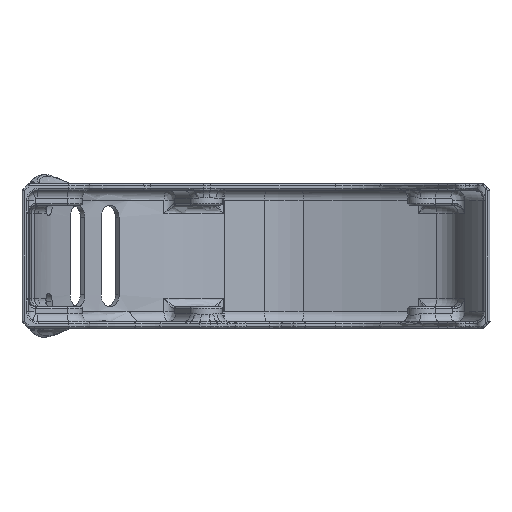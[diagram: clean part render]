
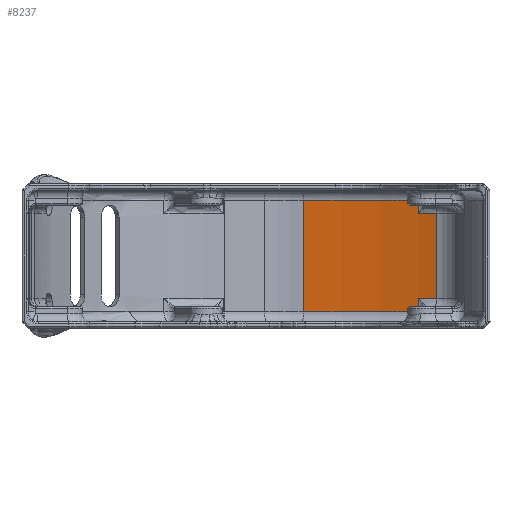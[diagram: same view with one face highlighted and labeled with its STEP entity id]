
A CAD part, front view. The second image highlights one B-rep face of the part: STEP entity #8237.
In plain terms, the highlighted cylindrical face has radius 297 mm (diameter 594 mm), a partial arc.
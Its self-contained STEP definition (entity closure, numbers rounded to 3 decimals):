
#365=CYLINDRICAL_SURFACE('',#8942,297.);
#778=LINE('',#15990,#1108);
#779=LINE('',#15991,#1109);
#780=LINE('',#15993,#1110);
#781=LINE('',#15995,#1111);
#1108=VECTOR('',#10355,55.);
#1109=VECTOR('',#10356,6.5);
#1110=VECTOR('',#10357,42.);
#1111=VECTOR('',#10360,6.5);
#1457=FACE_OUTER_BOUND('',#2004,.T.);
#2004=EDGE_LOOP('',(#5880,#5881,#5882,#5883,#5884,#5885,#5886,#5887));
#2530=CIRCLE('',#8769,297.);
#2604=CIRCLE('',#8875,297.);
#2650=CIRCLE('',#8943,297.);
#2651=CIRCLE('',#8944,297.);
#3398=VERTEX_POINT('',#13156);
#3409=VERTEX_POINT('',#13756);
#3421=VERTEX_POINT('',#14049);
#3458=VERTEX_POINT('',#14542);
#3517=VERTEX_POINT('',#15342);
#3564=VERTEX_POINT('',#15987);
#3565=VERTEX_POINT('',#15988);
#3566=VERTEX_POINT('',#15992);
#4227=EDGE_CURVE('',#3409,#3421,#2530,.T.);
#4359=EDGE_CURVE('',#3517,#3458,#2604,.T.);
#4429=EDGE_CURVE('',#3564,#3565,#2650,.T.);
#4430=EDGE_CURVE('',#3517,#3564,#778,.T.);
#4431=EDGE_CURVE('',#3409,#3458,#779,.T.);
#4432=EDGE_CURVE('',#3566,#3421,#780,.T.);
#4433=EDGE_CURVE('',#3398,#3566,#2651,.T.);
#4434=EDGE_CURVE('',#3565,#3398,#781,.T.);
#5880=ORIENTED_EDGE('',*,*,#4429,.F.);
#5881=ORIENTED_EDGE('',*,*,#4430,.F.);
#5882=ORIENTED_EDGE('',*,*,#4359,.T.);
#5883=ORIENTED_EDGE('',*,*,#4431,.F.);
#5884=ORIENTED_EDGE('',*,*,#4227,.T.);
#5885=ORIENTED_EDGE('',*,*,#4432,.F.);
#5886=ORIENTED_EDGE('',*,*,#4433,.F.);
#5887=ORIENTED_EDGE('',*,*,#4434,.F.);
#8237=ADVANCED_FACE('',(#1457),#365,.F.);
#8769=AXIS2_PLACEMENT_3D('',#14051,#9957,#9958);
#8875=AXIS2_PLACEMENT_3D('',#15348,#10203,#10204);
#8942=AXIS2_PLACEMENT_3D('',#15986,#10351,#10352);
#8943=AXIS2_PLACEMENT_3D('',#15989,#10353,#10354);
#8944=AXIS2_PLACEMENT_3D('',#15994,#10358,#10359);
#9957=DIRECTION('center_axis',(0.,0.,
-1.));
#9958=DIRECTION('ref_axis',(0.302,0.953,0.));
#10203=DIRECTION('center_axis',(0.,0.,
-1.));
#10204=DIRECTION('ref_axis',(0.111,0.994,0.));
#10351=DIRECTION('center_axis',(0.,0.,-1.));
#10352=DIRECTION('ref_axis',(-1.,0.,0.));
#10353=DIRECTION('center_axis',(0.,0.,
-1.));
#10354=DIRECTION('ref_axis',(0.111,0.994,0.));
#10355=DIRECTION('',(0.,0.,1.));
#10356=DIRECTION('',(0.,0.,-1.));
#10357=DIRECTION('',(0.,0.,-1.));
#10358=DIRECTION('center_axis',(0.,0.,
-1.));
#10359=DIRECTION('ref_axis',(0.302,0.953,0.));
#10360=DIRECTION('',(0.,0.,-1.));
#13156=CARTESIAN_POINT('',(80.037,47.786,21.));
#13756=CARTESIAN_POINT('',(80.037,47.786,-21.));
#14049=CARTESIAN_POINT('',(89.116,44.75,-21.));
#14051=CARTESIAN_POINT('Origin',(-9.604,-235.363,-21.));
#14542=CARTESIAN_POINT('',(80.037,47.786,-27.5));
#15342=CARTESIAN_POINT('',(23.329,59.806,-27.5));
#15348=CARTESIAN_POINT('Origin',(-9.604,-235.363,-27.5));
#15986=CARTESIAN_POINT('Origin',(-9.604,-235.363,0.));
#15987=CARTESIAN_POINT('',(23.329,59.806,27.5));
#15988=CARTESIAN_POINT('',(80.037,47.786,27.5));
#15989=CARTESIAN_POINT('Origin',(-9.604,-235.363,27.5));
#15990=CARTESIAN_POINT('',(23.329,59.806,-27.5));
#15991=CARTESIAN_POINT('',(80.037,47.786,-21.));
#15992=CARTESIAN_POINT('',(89.116,44.75,21.));
#15993=CARTESIAN_POINT('',(89.116,44.75,21.));
#15994=CARTESIAN_POINT('Origin',(-9.604,-235.363,21.));
#15995=CARTESIAN_POINT('',(80.037,47.786,27.5));
